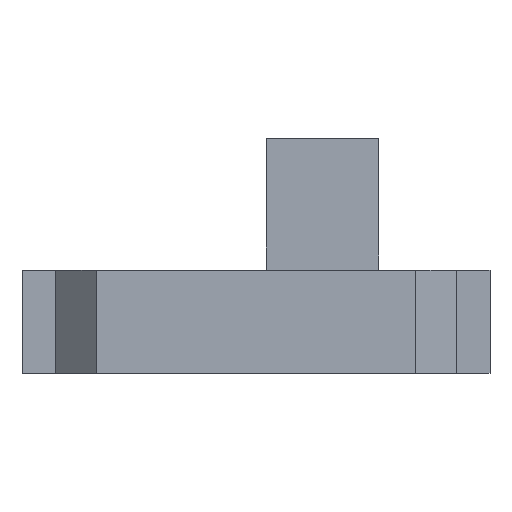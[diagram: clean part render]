
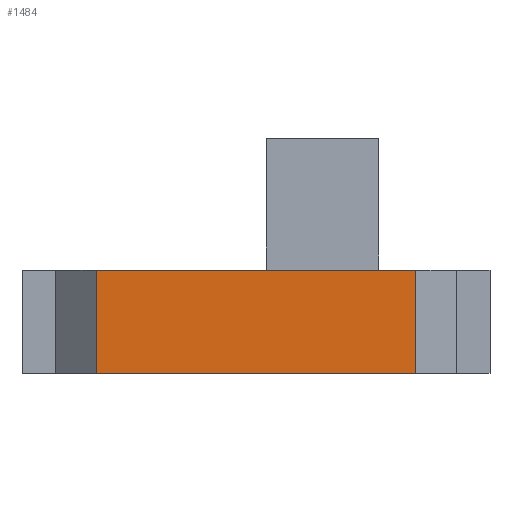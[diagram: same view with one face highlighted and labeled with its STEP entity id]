
A CAD part, left-side view. The second image highlights one B-rep face of the part: STEP entity #1484.
In plain terms, the highlighted planar face has unit normal (-1, 0, 0).
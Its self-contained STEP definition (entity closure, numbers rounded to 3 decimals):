
#77=PLANE('',#1623);
#148=FACE_OUTER_BOUND('',#227,.T.);
#227=EDGE_LOOP('',(#1324,#1325,#1326,#1327));
#309=LINE('',#2289,#470);
#375=LINE('',#2487,#536);
#392=LINE('',#2521,#553);
#399=LINE('',#2535,#560);
#470=VECTOR('',#1765,10.);
#536=VECTOR('',#1971,10.);
#553=VECTOR('',#2004,10.);
#560=VECTOR('',#2019,10.);
#677=VERTEX_POINT('',#2286);
#678=VERTEX_POINT('',#2288);
#740=VERTEX_POINT('',#2484);
#749=VERTEX_POINT('',#2519);
#836=EDGE_CURVE('',#677,#678,#309,.T.);
#940=EDGE_CURVE('',#678,#740,#375,.T.);
#957=EDGE_CURVE('',#749,#677,#392,.T.);
#964=EDGE_CURVE('',#740,#749,#399,.T.);
#1324=ORIENTED_EDGE('',*,*,#964,.F.);
#1325=ORIENTED_EDGE('',*,*,#940,.F.);
#1326=ORIENTED_EDGE('',*,*,#836,.F.);
#1327=ORIENTED_EDGE('',*,*,#957,.F.);
#1484=ADVANCED_FACE('',(#148),#77,.T.);
#1623=AXIS2_PLACEMENT_3D('',#2534,#2017,#2018);
#1765=DIRECTION('',(0.,-1.,0.));
#1971=DIRECTION('',(0.,0.,-1.));
#2004=DIRECTION('',(0.,0.,1.));
#2017=DIRECTION('center_axis',(-1.,0.,0.));
#2018=DIRECTION('ref_axis',(0.,-1.,0.));
#2019=DIRECTION('',(0.,1.,0.));
#2286=CARTESIAN_POINT('',(-45.83,37.93,21.));
#2288=CARTESIAN_POINT('',(-45.83,3.93,21.));
#2289=CARTESIAN_POINT('',(-45.83,37.93,21.));
#2484=CARTESIAN_POINT('',(-45.83,3.93,10.));
#2487=CARTESIAN_POINT('',(-45.83,3.93,13.));
#2519=CARTESIAN_POINT('',(-45.83,37.93,10.));
#2521=CARTESIAN_POINT('',(-45.83,37.93,13.));
#2534=CARTESIAN_POINT('Origin',(-45.83,37.73,10.));
#2535=CARTESIAN_POINT('',(-45.83,29.33,10.));
